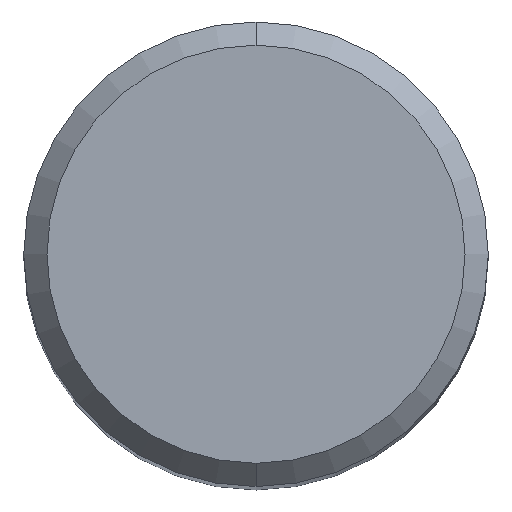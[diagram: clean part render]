
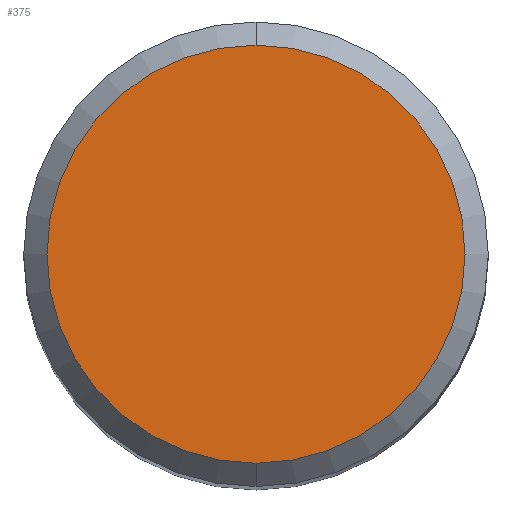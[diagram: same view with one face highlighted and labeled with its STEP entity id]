
A CAD part, top view. The second image highlights one B-rep face of the part: STEP entity #375.
In plain terms, the highlighted planar face has unit normal (0, 0, 1).
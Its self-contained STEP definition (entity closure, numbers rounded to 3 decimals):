
#187=EDGE_CURVE('',#305,#293,#494,.T.);
#293=VERTEX_POINT('',#613);
#305=VERTEX_POINT('',#626);
#375=ADVANCED_FACE('',(#701),#702,.T.);
#393=EDGE_CURVE('',#293,#305,#721,.T.);
#494=CIRCLE('',#826,4.5);
#613=CARTESIAN_POINT('',(0.0,4.5,0.0));
#626=CARTESIAN_POINT('',(0.,-4.5,0.0));
#701=FACE_OUTER_BOUND('',#1268,.T.);
#702=PLANE('',#1269);
#721=CIRCLE('',#1315,4.5);
#826=AXIS2_PLACEMENT_3D('',#1480,#1481,#1482);
#1268=EDGE_LOOP('',(#1709,#1710));
#1269=AXIS2_PLACEMENT_3D('',#1711,#1712,#1713);
#1315=AXIS2_PLACEMENT_3D('',#1730,#1731,#1732);
#1480=CARTESIAN_POINT('',(0.0,0.0,0.0));
#1481=DIRECTION('',(0.0,0.0,-1.0));
#1482=DIRECTION('',(0.0,1.0,0.0));
#1709=ORIENTED_EDGE('',*,*,#393,.F.);
#1710=ORIENTED_EDGE('',*,*,#187,.F.);
#1711=CARTESIAN_POINT('',(0.0,2.25,0.0));
#1712=DIRECTION('',(-0.0,0.0,1.0));
#1713=DIRECTION('',(0.0,-1.0,0.0));
#1730=CARTESIAN_POINT('',(0.0,0.0,0.0));
#1731=DIRECTION('',(0.0,0.0,-1.0));
#1732=DIRECTION('',(0.0,1.0,0.0));
